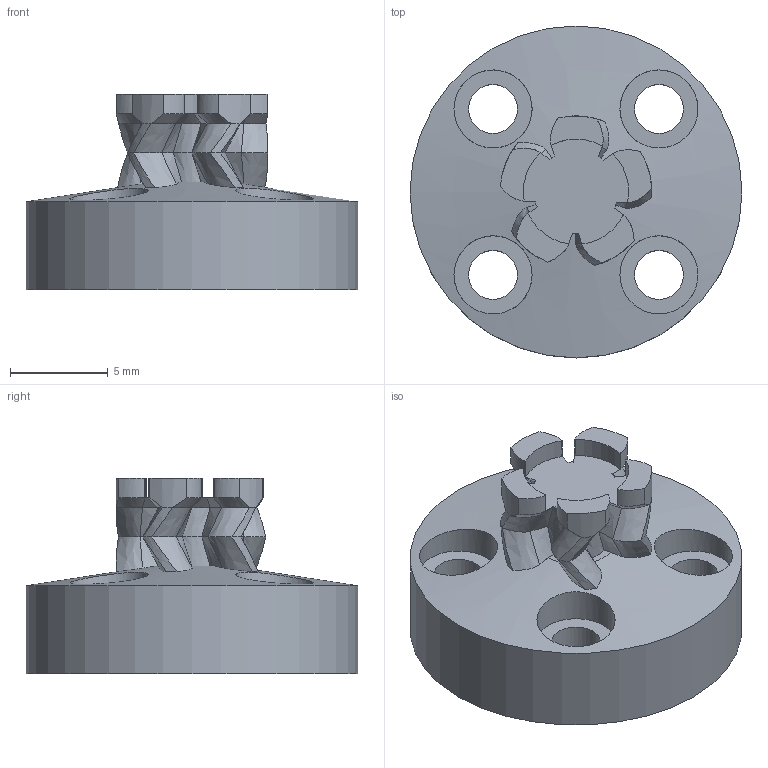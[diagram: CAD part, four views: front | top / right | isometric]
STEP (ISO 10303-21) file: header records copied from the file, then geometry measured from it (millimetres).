
FILE_DESCRIPTION(/* description */ (''),/* implementation_level */ '2;1');
FILE_NAME(/* name */ '5T1M30degGear.step',/* time_stamp */ '2022-09-18T21:25:08+02:00',/* author */ (''),/* organization */ (''),/* preprocessor_version */ 'ST-DEVELOPER v19',/* originating_system */ 'Autodesk Translation Framework v11.7.0.108',/* authorisation */ '');
FILE_SCHEMA (('AUTOMOTIVE_DESIGN { 1 0 10303 214 3 1 1 }'));
Length unit declared in the file: millimetre
Products named in the file (1): 5T1M30degGear
Bounding box: 17 x 17 x 10 mm (x, y, z)
Volume: 1085.3 mm3; surface area: 1021.2 mm2
Topology: 1 solids, 1 shells, 142 faces, 351 edges, 215 vertices
Faces by surface type: bspline 80, plane 36, cylinder 19, cone 7
Full cylindrical faces by diameter (mm): 2.5 x4, 4 x4, 17 x1
Entity records: 7337 total; most frequent: CARTESIAN_POINT 4533, ORIENTED_EDGE 702, DIRECTION 357, EDGE_CURVE 351, VERTEX_POINT 215, B_SPLINE_CURVE_WITH_KNOTS 155, EDGE_LOOP 154, FACE_OUTER_BOUND 142
